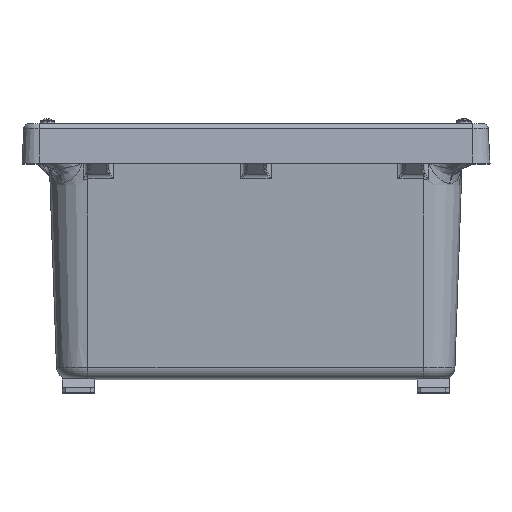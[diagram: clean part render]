
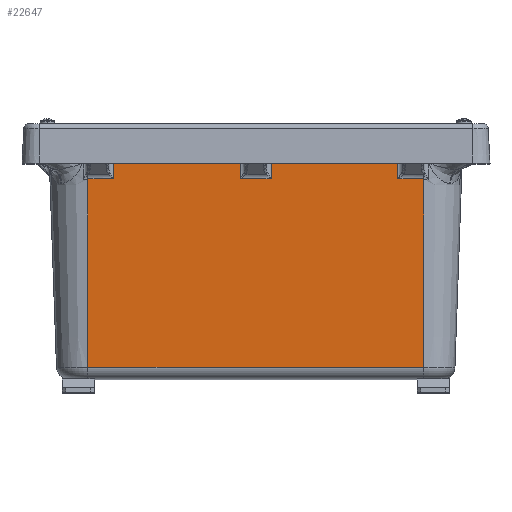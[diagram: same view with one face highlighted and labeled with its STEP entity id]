
A CAD part, top view. The second image highlights one B-rep face of the part: STEP entity #22647.
In plain terms, the highlighted planar face has unit normal (0, -0.035, 0.999).
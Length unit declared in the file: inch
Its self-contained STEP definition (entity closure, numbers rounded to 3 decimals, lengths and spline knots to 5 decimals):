
#42 = PLANE ( 'NONE',  #22032 ) ;
#1267 = LINE ( 'NONE', #31564, #27415 ) ;
#1861 = EDGE_CURVE ( 'NONE', #7241, #4339, #5308, .T. ) ;
#2107 = ORIENTED_EDGE ( 'NONE', *, *, #14990, .T. ) ;
#2529 = LINE ( 'NONE', #32771, #15197 ) ;
#2616 = CARTESIAN_POINT ( 'NONE',  ( -4.26693, 0.00498, 6.20763 ) ) ;
#2717 = EDGE_CURVE ( 'NONE', #17744, #13643, #8825, .T. ) ;
#2792 = CARTESIAN_POINT ( 'NONE',  ( 3.61409, 0.00498, 6.20763 ) ) ;
#3100 = ORIENTED_EDGE ( 'NONE', *, *, #1861, .T. ) ;
#3698 = DIRECTION ( 'NONE',  ( -1., 0., 0. ) ) ;
#3725 = EDGE_LOOP ( 'NONE', ( #30318, #14294, #14726, #27871, #4038, #7539, #29130, #3100, #22381, #10288, #2107, #30465 ) ) ;
#3958 = LINE ( 'NONE', #16675, #22557 ) ;
#4038 = ORIENTED_EDGE ( 'NONE', *, *, #14261, .T. ) ;
#4083 = DIRECTION ( 'NONE',  ( 0., 0.999, 0.035 ) ) ;
#4290 = CARTESIAN_POINT ( 'NONE',  ( -4.26693, -1.04657, 6.17091 ) ) ;
#4339 = VERTEX_POINT ( 'NONE', #22636 ) ;
#4493 = VERTEX_POINT ( 'NONE', #30717 ) ;
#4674 = CARTESIAN_POINT ( 'NONE',  ( 0.39159, -0.97265, 6.17349 ) ) ;
#4729 = CARTESIAN_POINT ( 'NONE',  ( -4.26693, -5.82658, 6.00399 ) ) ;
#4997 = DIRECTION ( 'NONE',  ( -1., 0., 0. ) ) ;
#5150 = DIRECTION ( 'NONE',  ( 0., -0.999, -0.035 ) ) ;
#5308 = LINE ( 'NONE', #26886, #11259 ) ;
#5570 = LINE ( 'NONE', #26159, #31705 ) ;
#5772 = VECTOR ( 'NONE', #15939, 39.37008 ) ;
#6811 = VERTEX_POINT ( 'NONE', #9784 ) ;
#6827 = LINE ( 'NONE', #27232, #20255 ) ;
#7241 = VERTEX_POINT ( 'NONE', #22884 ) ;
#7257 = VECTOR ( 'NONE', #13522, 39.37008 ) ;
#7428 = CARTESIAN_POINT ( 'NONE',  ( -3.61401, -0.42609, 6.19258 ) ) ;
#7529 = EDGE_CURVE ( 'NONE', #20455, #13643, #3958, .T. ) ;
#7539 = ORIENTED_EDGE ( 'NONE', *, *, #31476, .T. ) ;
#7690 = VECTOR ( 'NONE', #4997, 39.37008 ) ;
#7955 = LINE ( 'NONE', #4674, #20591 ) ;
#8352 = CARTESIAN_POINT ( 'NONE',  ( -4.26693, -1.04657, 6.17091 ) ) ;
#8473 = DIRECTION ( 'NONE',  ( -1., 0., 0. ) ) ;
#8825 = LINE ( 'NONE', #31219, #7257 ) ;
#9784 = CARTESIAN_POINT ( 'NONE',  ( -0.39151, -0.42609, 6.19258 ) ) ;
#10288 = ORIENTED_EDGE ( 'NONE', *, *, #28941, .T. ) ;
#10876 = CARTESIAN_POINT ( 'NONE',  ( -4.26693, -5.82658, 6.00399 ) ) ;
#11259 = VECTOR ( 'NONE', #21767, 39.37008 ) ;
#11746 = EDGE_CURVE ( 'NONE', #4339, #6811, #2529, .T. ) ;
#12914 = EDGE_CURVE ( 'NONE', #16635, #4493, #1267, .T. ) ;
#13522 = DIRECTION ( 'NONE',  ( -1., 0., 0. ) ) ;
#13643 = VERTEX_POINT ( 'NONE', #4290 ) ;
#14261 = EDGE_CURVE ( 'NONE', #31302, #18819, #27848, .T. ) ;
#14294 = ORIENTED_EDGE ( 'NONE', *, *, #26429, .T. ) ;
#14618 = DIRECTION ( 'NONE',  ( 0., -0.999, -0.035 ) ) ;
#14726 = ORIENTED_EDGE ( 'NONE', *, *, #12914, .T. ) ;
#14990 = EDGE_CURVE ( 'NONE', #26643, #17744, #6827, .T. ) ;
#15197 = VECTOR ( 'NONE', #20337, 39.37008 ) ;
#15415 = CARTESIAN_POINT ( 'NONE',  ( 3.61409, -0.42609, 6.19258 ) ) ;
#15796 = EDGE_CURVE ( 'NONE', #30900, #7241, #7955, .T. ) ;
#15939 = DIRECTION ( 'NONE',  ( 1., 0., 0. ) ) ;
#16009 = VECTOR ( 'NONE', #3698, 39.37008 ) ;
#16635 = VERTEX_POINT ( 'NONE', #26632 ) ;
#16675 = CARTESIAN_POINT ( 'NONE',  ( -4.26693, 0.00498, 6.20763 ) ) ;
#17744 = VERTEX_POINT ( 'NONE', #29334 ) ;
#18819 = VERTEX_POINT ( 'NONE', #15415 ) ;
#19727 = CARTESIAN_POINT ( 'NONE',  ( 3.61409, -1.04657, 6.17091 ) ) ;
#20117 = CARTESIAN_POINT ( 'NONE',  ( -4.26693, -0.42609, 6.19258 ) ) ;
#20255 = VECTOR ( 'NONE', #14618, 39.37008 ) ;
#20317 = LINE ( 'NONE', #20117, #7690 ) ;
#20337 = DIRECTION ( 'NONE',  ( 0., 0.999, 0.035 ) ) ;
#20455 = VERTEX_POINT ( 'NONE', #4729 ) ;
#20591 = VECTOR ( 'NONE', #29916, 39.37008 ) ;
#21461 = DIRECTION ( 'NONE',  ( 0., 0.999, 0.035 ) ) ;
#21767 = DIRECTION ( 'NONE',  ( -1., 0., 0. ) ) ;
#22032 = AXIS2_PLACEMENT_3D ( 'NONE', #2616, #22719, #5150 ) ;
#22381 = ORIENTED_EDGE ( 'NONE', *, *, #11746, .T. ) ;
#22557 = VECTOR ( 'NONE', #4083, 39.37008 ) ;
#22636 = CARTESIAN_POINT ( 'NONE',  ( -0.39151, -1.04657, 6.17091 ) ) ;
#22647 = ADVANCED_FACE ( 'NONE', ( #23312 ), #42, .T. ) ;
#22719 = DIRECTION ( 'NONE',  ( 0., -0.035, 0.999 ) ) ;
#22884 = CARTESIAN_POINT ( 'NONE',  ( 0.39159, -1.04657, 6.17091 ) ) ;
#23312 = FACE_OUTER_BOUND ( 'NONE', #3725, .T. ) ;
#24639 = CARTESIAN_POINT ( 'NONE',  ( 0.39159, -0.42609, 6.19258 ) ) ;
#26159 = CARTESIAN_POINT ( 'NONE',  ( -4.26693, -0.42609, 6.19258 ) ) ;
#26253 = VECTOR ( 'NONE', #30668, 39.37008 ) ;
#26429 = EDGE_CURVE ( 'NONE', #20455, #16635, #31099, .T. ) ;
#26632 = CARTESIAN_POINT ( 'NONE',  ( 4.26701, -5.82658, 6.00399 ) ) ;
#26643 = VERTEX_POINT ( 'NONE', #7428 ) ;
#26886 = CARTESIAN_POINT ( 'NONE',  ( -4.26693, -1.04657, 6.17091 ) ) ;
#27232 = CARTESIAN_POINT ( 'NONE',  ( -3.61401, -0.97265, 6.17349 ) ) ;
#27415 = VECTOR ( 'NONE', #21461, 39.37008 ) ;
#27848 = LINE ( 'NONE', #2792, #26253 ) ;
#27871 = ORIENTED_EDGE ( 'NONE', *, *, #28219, .T. ) ;
#28219 = EDGE_CURVE ( 'NONE', #4493, #31302, #30282, .T. ) ;
#28941 = EDGE_CURVE ( 'NONE', #6811, #26643, #20317, .T. ) ;
#29130 = ORIENTED_EDGE ( 'NONE', *, *, #15796, .T. ) ;
#29334 = CARTESIAN_POINT ( 'NONE',  ( -3.61401, -1.04657, 6.17091 ) ) ;
#29916 = DIRECTION ( 'NONE',  ( 0., -0.999, -0.035 ) ) ;
#30282 = LINE ( 'NONE', #8352, #16009 ) ;
#30318 = ORIENTED_EDGE ( 'NONE', *, *, #7529, .F. ) ;
#30465 = ORIENTED_EDGE ( 'NONE', *, *, #2717, .T. ) ;
#30668 = DIRECTION ( 'NONE',  ( 0., 0.999, 0.035 ) ) ;
#30717 = CARTESIAN_POINT ( 'NONE',  ( 4.26701, -1.04657, 6.17091 ) ) ;
#30900 = VERTEX_POINT ( 'NONE', #24639 ) ;
#31099 = LINE ( 'NONE', #10876, #5772 ) ;
#31219 = CARTESIAN_POINT ( 'NONE',  ( -4.26693, -1.04657, 6.17091 ) ) ;
#31302 = VERTEX_POINT ( 'NONE', #19727 ) ;
#31476 = EDGE_CURVE ( 'NONE', #18819, #30900, #5570, .T. ) ;
#31564 = CARTESIAN_POINT ( 'NONE',  ( 4.26701, 0.00498, 6.20763 ) ) ;
#31705 = VECTOR ( 'NONE', #8473, 39.37008 ) ;
#32771 = CARTESIAN_POINT ( 'NONE',  ( -0.39151, 0.00498, 6.20763 ) ) ;
